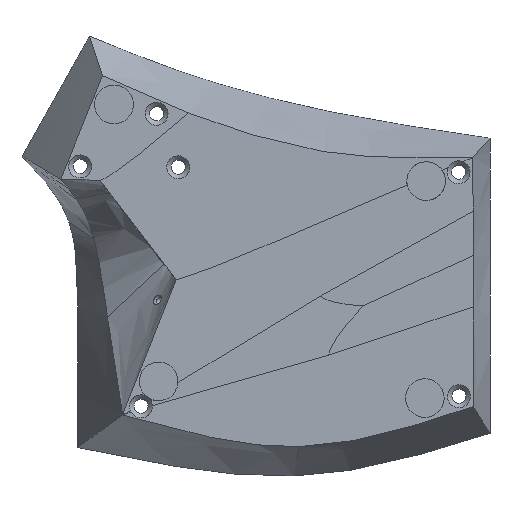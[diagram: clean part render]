
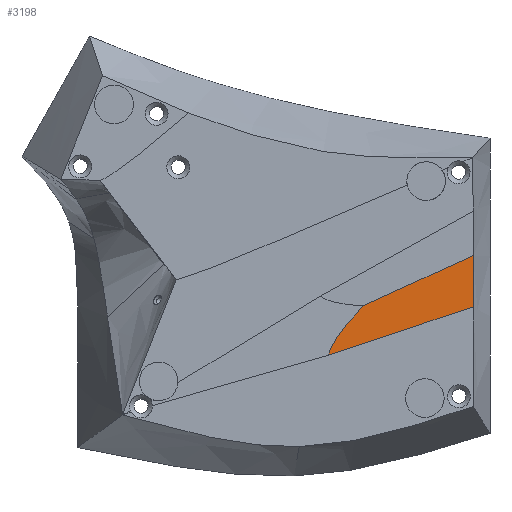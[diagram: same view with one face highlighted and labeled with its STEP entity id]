
A CAD part, front view. The second image highlights one B-rep face of the part: STEP entity #3198.
In plain terms, the highlighted free-form (B-spline) face has degree [3, 3] with [9, 9] control points.
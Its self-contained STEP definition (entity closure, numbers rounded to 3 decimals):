
#349=FACE_OUTER_BOUND('',#545,.T.);
#545=EDGE_LOOP('',(#2757,#2758,#2759,#2760));
#768=B_SPLINE_CURVE_WITH_KNOTS('',3,(#12224,#12225,#12226,#12227,#12228,
#12229,#12230,#12231,#12232,#12233),.UNSPECIFIED.,.F.,.F.,(4,2,2,2,4),(-0.111,
-0.084,-0.056,-0.028,0.),
 .UNSPECIFIED.);
#816=B_SPLINE_CURVE_WITH_KNOTS('',3,(#14560,#14561,#14562,#14563,#14564,
#14565,#14566),.UNSPECIFIED.,.F.,.F.,(4,1,2,4),(0.111,0.167,
0.195,0.223),.UNSPECIFIED.);
#817=B_SPLINE_CURVE_WITH_KNOTS('',3,(#14568,#14569,#14570,#14571),
 .UNSPECIFIED.,.F.,.F.,(4,4),(0.223,0.334),
 .UNSPECIFIED.);
#818=B_SPLINE_CURVE_WITH_KNOTS('',3,(#14572,#14573,#14574,#14575,#14576,
#14577,#14578,#14579,#14580),.UNSPECIFIED.,.F.,.F.,(4,1,2,2,4),(0.,0.028,
0.056,0.084,0.111),.UNSPECIFIED.);
#1370=VERTEX_POINT('',#12215);
#1371=VERTEX_POINT('',#12223);
#1437=VERTEX_POINT('',#14559);
#1438=VERTEX_POINT('',#14567);
#1784=EDGE_CURVE('',#1371,#1370,#768,.T.);
#1900=EDGE_CURVE('',#1370,#1437,#816,.T.);
#1901=EDGE_CURVE('',#1437,#1438,#817,.T.);
#1902=EDGE_CURVE('',#1438,#1371,#818,.T.);
#2757=ORIENTED_EDGE('',*,*,#1900,.T.);
#2758=ORIENTED_EDGE('',*,*,#1901,.T.);
#2759=ORIENTED_EDGE('',*,*,#1902,.T.);
#2760=ORIENTED_EDGE('',*,*,#1784,.T.);
#3013=B_SPLINE_SURFACE_WITH_KNOTS('',3,3,((#14478,#14479,#14480,#14481,
#14482,#14483,#14484,#14485,#14486),(#14487,#14488,#14489,#14490,#14491,
#14492,#14493,#14494,#14495),(#14496,#14497,#14498,#14499,#14500,#14501,
#14502,#14503,#14504),(#14505,#14506,#14507,#14508,#14509,#14510,#14511,
#14512,#14513),(#14514,#14515,#14516,#14517,#14518,#14519,#14520,#14521,
#14522),(#14523,#14524,#14525,#14526,#14527,#14528,#14529,#14530,#14531),
(#14532,#14533,#14534,#14535,#14536,#14537,#14538,#14539,#14540),(#14541,
#14542,#14543,#14544,#14545,#14546,#14547,#14548,#14549),(#14550,#14551,
#14552,#14553,#14554,#14555,#14556,#14557,#14558)),.UNSPECIFIED.,.F.,.F.,
 .F.,(4,1,2,2,4),(4,1,2,2,4),(0.,0.028,0.056,
0.084,0.111),(0.,0.028,0.056,
0.084,0.111),.UNSPECIFIED.);
#3198=ADVANCED_FACE('',(#349),#3013,.F.);
#12215=CARTESIAN_POINT('',(68.247,0.,-35.372));
#12223=CARTESIAN_POINT('',(78.218,0.,-21.307));
#12224=CARTESIAN_POINT('Ctrl Pts',(78.218,0.,-21.307));
#12225=CARTESIAN_POINT('Ctrl Pts',(77.257,0.,-22.282));
#12226=CARTESIAN_POINT('Ctrl Pts',(76.339,0.,-23.203));
#12227=CARTESIAN_POINT('Ctrl Pts',(74.45,0.,-25.286));
#12228=CARTESIAN_POINT('Ctrl Pts',(73.479,0.,-26.448));
#12229=CARTESIAN_POINT('Ctrl Pts',(71.484,0.,-29.014));
#12230=CARTESIAN_POINT('Ctrl Pts',(70.585,0.,-30.324));
#12231=CARTESIAN_POINT('Ctrl Pts',(69.126,0.,-32.902));
#12232=CARTESIAN_POINT('Ctrl Pts',(68.566,0.,-34.169));
#12233=CARTESIAN_POINT('Ctrl Pts',(68.247,0.,-35.372));
#14478=CARTESIAN_POINT('Ctrl Pts',(109.326,0.,-21.674));
#14479=CARTESIAN_POINT('Ctrl Pts',(109.328,0.,-20.451));
#14480=CARTESIAN_POINT('Ctrl Pts',(109.333,0.,-17.99));
#14481=CARTESIAN_POINT('Ctrl Pts',(109.338,0.,-15.524));
#14482=CARTESIAN_POINT('Ctrl Pts',(109.343,0.,-13.07));
#14483=CARTESIAN_POINT('Ctrl Pts',(109.346,0.,-11.85));
#14484=CARTESIAN_POINT('Ctrl Pts',(109.35,0.,-9.435));
#14485=CARTESIAN_POINT('Ctrl Pts',(109.353,0.,-8.241));
#14486=CARTESIAN_POINT('Ctrl Pts',(109.354,0.,-7.068));
#14487=CARTESIAN_POINT('Ctrl Pts',(105.988,0.,-22.839));
#14488=CARTESIAN_POINT('Ctrl Pts',(106.004,0.,-21.629));
#14489=CARTESIAN_POINT('Ctrl Pts',(106.062,0.,-19.189));
#14490=CARTESIAN_POINT('Ctrl Pts',(106.14,0.,-16.749));
#14491=CARTESIAN_POINT('Ctrl Pts',(106.212,0.,-14.327));
#14492=CARTESIAN_POINT('Ctrl Pts',(106.246,0.,-13.125));
#14493=CARTESIAN_POINT('Ctrl Pts',(106.292,0.,-10.759));
#14494=CARTESIAN_POINT('Ctrl Pts',(106.304,0.,-9.595));
#14495=CARTESIAN_POINT('Ctrl Pts',(106.298,0.,-8.459));
#14496=CARTESIAN_POINT('Ctrl Pts',(99.311,0.,-25.17));
#14497=CARTESIAN_POINT('Ctrl Pts',(99.355,0.,-23.984));
#14498=CARTESIAN_POINT('Ctrl Pts',(99.519,0.,-21.588));
#14499=CARTESIAN_POINT('Ctrl Pts',(99.743,0.,-19.198));
#14500=CARTESIAN_POINT('Ctrl Pts',(99.951,0.,-16.839));
#14501=CARTESIAN_POINT('Ctrl Pts',(100.046,0.,-15.675));
#14502=CARTESIAN_POINT('Ctrl Pts',(100.175,0.,-13.406));
#14503=CARTESIAN_POINT('Ctrl Pts',(100.208,0.,-12.302));
#14504=CARTESIAN_POINT('Ctrl Pts',(100.187,0.,-11.241));
#14505=CARTESIAN_POINT('Ctrl Pts',(92.571,0.,-27.483));
#14506=CARTESIAN_POINT('Ctrl Pts',(92.652,0.,-26.314));
#14507=CARTESIAN_POINT('Ctrl Pts',(92.951,0.,-23.94));
#14508=CARTESIAN_POINT('Ctrl Pts',(93.381,0.,-21.574));
#14509=CARTESIAN_POINT('Ctrl Pts',(93.803,0.,-19.251));
#14510=CARTESIAN_POINT('Ctrl Pts',(94.01,0.,-18.111));
#14511=CARTESIAN_POINT('Ctrl Pts',(94.302,0.,-15.925));
#14512=CARTESIAN_POINT('Ctrl Pts',(94.387,0.,-14.878));
#14513=CARTESIAN_POINT('Ctrl Pts',(94.353,0.,-13.902));
#14514=CARTESIAN_POINT('Ctrl Pts',(85.767,0.,-29.778));
#14515=CARTESIAN_POINT('Ctrl Pts',(85.894,0.,-28.617));
#14516=CARTESIAN_POINT('Ctrl Pts',(86.36,0.,-26.245));
#14517=CARTESIAN_POINT('Ctrl Pts',(87.056,0.,-23.877));
#14518=CARTESIAN_POINT('Ctrl Pts',(87.771,0.,-21.563));
#14519=CARTESIAN_POINT('Ctrl Pts',(88.133,0.,-20.435));
#14520=CARTESIAN_POINT('Ctrl Pts',(88.693,0.,-18.301));
#14521=CARTESIAN_POINT('Ctrl Pts',(88.87,0.,-17.309));
#14522=CARTESIAN_POINT('Ctrl Pts',(88.826,0.,-16.429));
#14523=CARTESIAN_POINT('Ctrl Pts',(82.333,0.,-30.916));
#14524=CARTESIAN_POINT('Ctrl Pts',(82.488,0.,-29.756));
#14525=CARTESIAN_POINT('Ctrl Pts',(83.052,0.,-27.374));
#14526=CARTESIAN_POINT('Ctrl Pts',(83.911,0.,-24.992));
#14527=CARTESIAN_POINT('Ctrl Pts',(84.807,0.,-22.67));
#14528=CARTESIAN_POINT('Ctrl Pts',(85.273,0.,-21.54));
#14529=CARTESIAN_POINT('Ctrl Pts',(86.02,0.,-19.418));
#14530=CARTESIAN_POINT('Ctrl Pts',(86.262,0.,-18.453));
#14531=CARTESIAN_POINT('Ctrl Pts',(86.368,0.,-17.556));
#14532=CARTESIAN_POINT('Ctrl Pts',(75.37,0.,-33.166));
#14533=CARTESIAN_POINT('Ctrl Pts',(75.595,0.,-31.995));
#14534=CARTESIAN_POINT('Ctrl Pts',(76.399,0.,-29.563));
#14535=CARTESIAN_POINT('Ctrl Pts',(77.663,0.,-27.103));
#14536=CARTESIAN_POINT('Ctrl Pts',(79.008,0.,-24.722));
#14537=CARTESIAN_POINT('Ctrl Pts',(79.72,0.,-23.569));
#14538=CARTESIAN_POINT('Ctrl Pts',(80.993,0.,-21.44));
#14539=CARTESIAN_POINT('Ctrl Pts',(81.546,0.,-20.473));
#14540=CARTESIAN_POINT('Ctrl Pts',(82.063,0.,-19.533));
#14541=CARTESIAN_POINT('Ctrl Pts',(71.84,0.,-34.278));
#14542=CARTESIAN_POINT('Ctrl Pts',(72.108,0.,-33.095));
#14543=CARTESIAN_POINT('Ctrl Pts',(73.055,0.,-30.622));
#14544=CARTESIAN_POINT('Ctrl Pts',(74.561,0.,-28.1));
#14545=CARTESIAN_POINT('Ctrl Pts',(76.214,0.,-25.645));
#14546=CARTESIAN_POINT('Ctrl Pts',(77.045,0.,-24.474));
#14547=CARTESIAN_POINT('Ctrl Pts',(78.637,0.,-22.339));
#14548=CARTESIAN_POINT('Ctrl Pts',(79.539,0.,-21.371));
#14549=CARTESIAN_POINT('Ctrl Pts',(80.216,0.,-20.385));
#14550=CARTESIAN_POINT('Ctrl Pts',(68.247,0.,-35.372));
#14551=CARTESIAN_POINT('Ctrl Pts',(68.566,0.,-34.169));
#14552=CARTESIAN_POINT('Ctrl Pts',(69.686,0.,-31.634));
#14553=CARTESIAN_POINT('Ctrl Pts',(71.484,0.,-29.014));
#14554=CARTESIAN_POINT('Ctrl Pts',(73.479,0.,-26.448));
#14555=CARTESIAN_POINT('Ctrl Pts',(74.45,0.,-25.286));
#14556=CARTESIAN_POINT('Ctrl Pts',(76.339,0.,-23.203));
#14557=CARTESIAN_POINT('Ctrl Pts',(77.257,0.,-22.282));
#14558=CARTESIAN_POINT('Ctrl Pts',(78.218,0.,-21.307));
#14559=CARTESIAN_POINT('',(109.326,0.,-21.674));
#14560=CARTESIAN_POINT('Ctrl Pts',(68.247,0.,-35.372));
#14561=CARTESIAN_POINT('Ctrl Pts',(75.433,0.,-33.184));
#14562=CARTESIAN_POINT('Ctrl Pts',(85.83,0.,-29.795));
#14563=CARTESIAN_POINT('Ctrl Pts',(95.941,0.,-26.326));
#14564=CARTESIAN_POINT('Ctrl Pts',(102.649,0.,-24.004));
#14565=CARTESIAN_POINT('Ctrl Pts',(105.988,0.,-22.839));
#14566=CARTESIAN_POINT('Ctrl Pts',(109.326,0.,-21.674));
#14567=CARTESIAN_POINT('',(109.354,0.,-7.068));
#14568=CARTESIAN_POINT('Ctrl Pts',(109.326,0.,
-21.674));
#14569=CARTESIAN_POINT('Ctrl Pts',(109.335,0.,-16.784));
#14570=CARTESIAN_POINT('Ctrl Pts',(109.347,0.,-11.762));
#14571=CARTESIAN_POINT('Ctrl Pts',(109.354,0.,
-7.068));
#14572=CARTESIAN_POINT('Ctrl Pts',(109.354,0.,-7.068));
#14573=CARTESIAN_POINT('Ctrl Pts',(106.298,0.,-8.459));
#14574=CARTESIAN_POINT('Ctrl Pts',(100.187,0.,-11.241));
#14575=CARTESIAN_POINT('Ctrl Pts',(94.353,0.,-13.902));
#14576=CARTESIAN_POINT('Ctrl Pts',(88.826,0.,-16.429));
#14577=CARTESIAN_POINT('Ctrl Pts',(86.368,0.,-17.556));
#14578=CARTESIAN_POINT('Ctrl Pts',(82.063,0.,-19.533));
#14579=CARTESIAN_POINT('Ctrl Pts',(80.216,0.,-20.385));
#14580=CARTESIAN_POINT('Ctrl Pts',(78.218,0.,-21.307));
